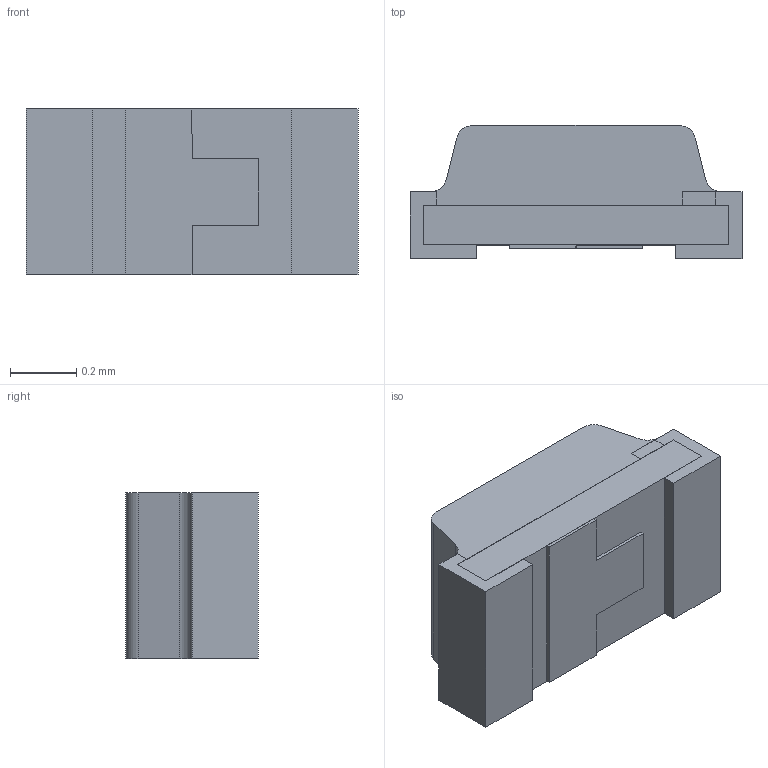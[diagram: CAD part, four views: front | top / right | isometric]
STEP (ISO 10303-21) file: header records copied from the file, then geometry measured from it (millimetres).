
FILE_DESCRIPTION(/* description */ (''),/* implementation_level */ '2;1');
FILE_NAME(/* name */ 'BL-HUB37A-AV-TRB.stp',/* time_stamp */ '2020-05-20T14:58:23+02:00',/* author */ ('sawaiz'),/* organization */ (''),/* preprocessor_version */ 'ST-DEVELOPER v18',/* originating_system */ 'Autodesk Inventor 2020',/* authorisation */ '');
FILE_SCHEMA (('AUTOMOTIVE_DESIGN { 1 0 10303 214 3 1 1 }'));
Length unit declared in the file: millimetre
Products named in the file (1): BL-HUB37A-AV-TRB
Bounding box: 1 x 0.4 x 0.5 mm (x, y, z)
Volume: 0.2 mm3; surface area: 4.6 mm2
Topology: 8 solids, 8 shells, 96 faces, 240 edges, 160 vertices
Faces by surface type: plane 90, cylinder 6
Entity records: 2895 total; most frequent: CARTESIAN_POINT 497, ORIENTED_EDGE 480, DIRECTION 446, EDGE_CURVE 240, LINE 228, VECTOR 228, VERTEX_POINT 160, AXIS2_PLACEMENT_3D 109
